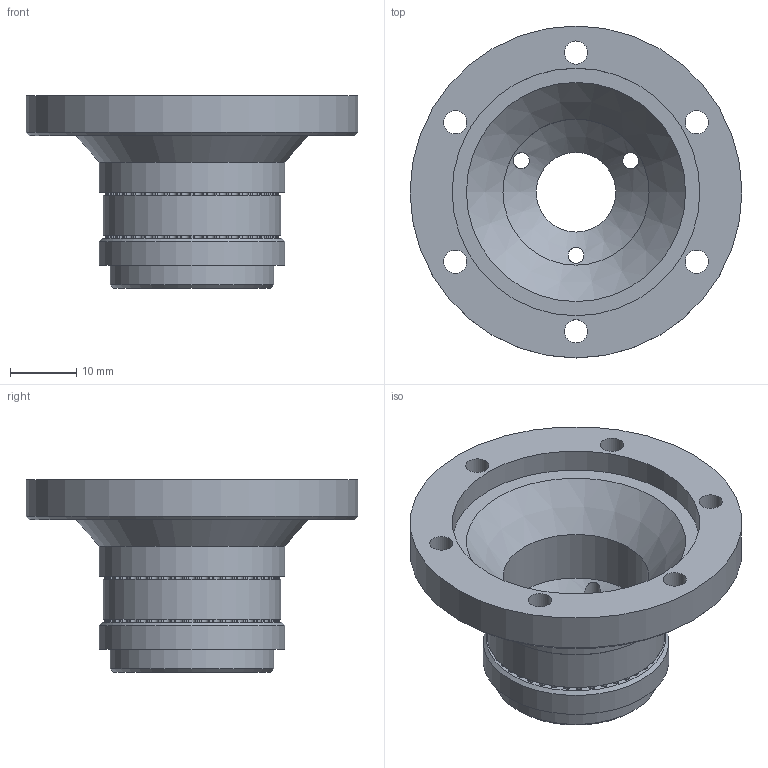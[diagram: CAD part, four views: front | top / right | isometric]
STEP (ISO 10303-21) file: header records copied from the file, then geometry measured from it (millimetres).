
FILE_DESCRIPTION(/* description */ (''),/* implementation_level */ '2;1');
FILE_NAME(/* name */ 'J2_PULLEY_OUTER.stp',/* time_stamp */ '2022-07-20T21:20:49+09:00',/* author */ (''),/* organization */ (''),/* preprocessor_version */ 'ST-DEVELOPER v16.7',/* originating_system */ '',/* authorisation */ '');
FILE_SCHEMA (('AUTOMOTIVE_DESIGN { 1 0 10303 214 3 1 1 1 }'));
Length unit declared in the file: millimetre
Products named in the file (1): J2_PULLEY_OUTER
Bounding box: 50 x 50 x 29 mm (x, y, z)
Volume: 12251.3 mm3; surface area: 9301.8 mm2
Topology: 1 solids, 2 shells, 198 faces, 577 edges, 387 vertices
Faces by surface type: cylinder 185, plane 7, cone 6
Full cylindrical faces by diameter (mm): 2.4 x3, 3.5 x6, 12 x1, 22 x1, 24.7 x1, 26.738 x1, 28 x2, 37.3 x1, 50 x1
Entity records: 6847 total; most frequent: DIRECTION 1314, CARTESIAN_POINT 1291, ORIENTED_EDGE 1084, AXIS2_PLACEMENT_3D 573, EDGE_CURVE 543, VERTEX_POINT 375, CIRCLE 373, EDGE_LOOP 246
